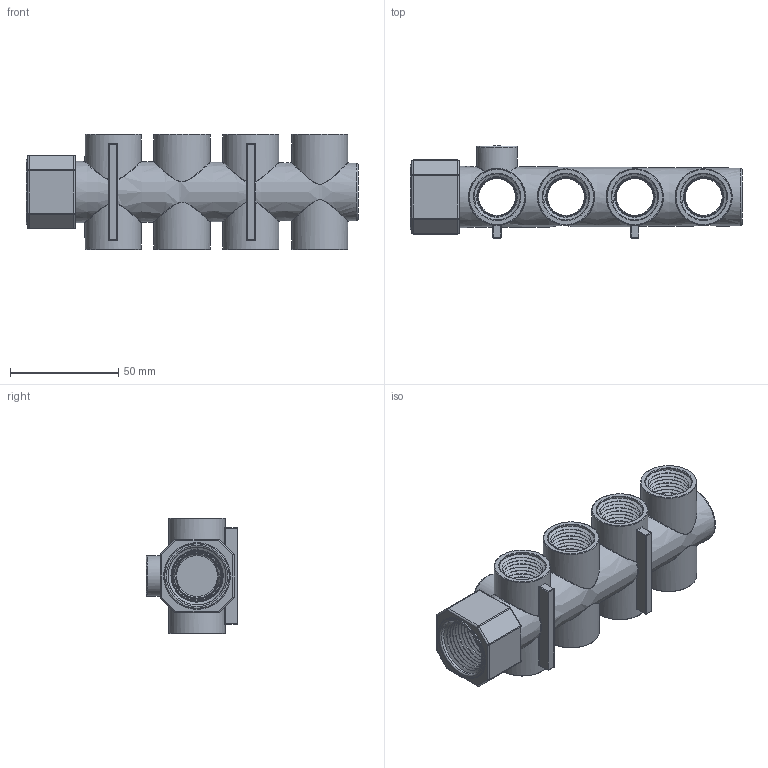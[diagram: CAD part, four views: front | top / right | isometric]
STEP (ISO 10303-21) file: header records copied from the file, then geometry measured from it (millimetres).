
FILE_DESCRIPTION(/* description */ ('8 Station Poly Manifold'),/* implementation_level */ '2;1');
FILE_NAME(/* name */ 'TM075_050.stp',/* time_stamp */ '2013-12-09T10:00:37-05:00',/* author */ ('DTruax'),/* organization */ (''),/* preprocessor_version */ 'ST-DEVELOPER v15.2',/* originating_system */ 'Autodesk Inventor 2014',/* authorisation */ '');
FILE_SCHEMA (('AUTOMOTIVE_DESIGN { 1 0 10303 214 3 1 1 }'));
Length unit declared in the file: inch
Products named in the file (1): TM075_050
Bounding box: 153.03 x 42.35 x 53.11 mm (x, y, z)
Surface area: 48793.4 mm2 (no closed solid volume)
Topology: 0 solids, 1 shells, 359 faces, 856 edges, 514 vertices
Faces by surface type: cone 107, cylinder 76, bspline 56, plane 43, torus 41, sphere 36
Full cylindrical faces by diameter (mm): 17.018 x8, 18.796 x1, 25.908 x8, 30.226 x1
Entity records: 28584 total; most frequent: CARTESIAN_POINT 23039, ORIENTED_EDGE 1084, DIRECTION 1070, EDGE_CURVE 542, AXIS2_PLACEMENT_3D 472, EDGE_LOOP 386, VERTEX_POINT 338, ADVANCED_FACE 287
